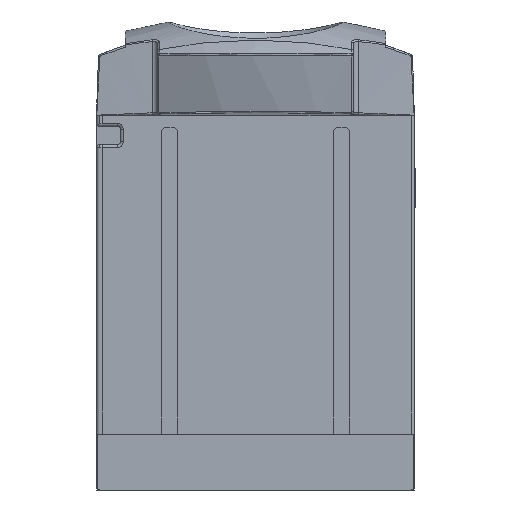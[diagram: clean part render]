
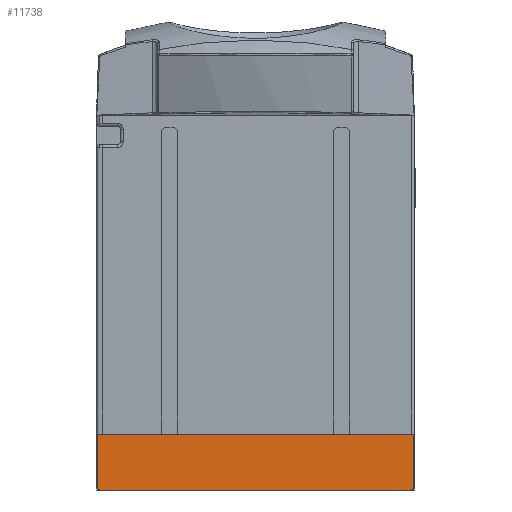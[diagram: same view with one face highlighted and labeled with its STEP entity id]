
A CAD part, front view. The second image highlights one B-rep face of the part: STEP entity #11738.
In plain terms, the highlighted planar face has unit normal (0, -1, 0).
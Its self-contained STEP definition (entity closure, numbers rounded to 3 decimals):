
#1322=CIRCLE('',#12643,0.5);
#1323=CIRCLE('',#12644,0.5);
#1869=FACE_OUTER_BOUND('',#2578,.T.);
#2578=EDGE_LOOP('',(#9236,#9237,#9238,#9239,#9240,#9241));
#3346=LINE('',#20932,#4143);
#3349=LINE('',#20954,#4146);
#3350=LINE('',#20958,#4147);
#3351=LINE('',#20960,#4148);
#4143=VECTOR('',#14593,10.);
#4146=VECTOR('',#14604,10.);
#4147=VECTOR('',#14607,10.);
#4148=VECTOR('',#14610,10.);
#5140=VERTEX_POINT('',#20928);
#5142=VERTEX_POINT('',#20931);
#5146=VERTEX_POINT('',#20952);
#5147=VERTEX_POINT('',#20953);
#5148=VERTEX_POINT('',#20955);
#5149=VERTEX_POINT('',#20957);
#6613=EDGE_CURVE('',#5142,#5140,#3346,.T.);
#6620=EDGE_CURVE('',#5146,#5147,#3349,.T.);
#6621=EDGE_CURVE('',#5147,#5148,#1322,.T.);
#6622=EDGE_CURVE('',#5148,#5149,#3350,.T.);
#6623=EDGE_CURVE('',#5149,#5142,#1323,.T.);
#6624=EDGE_CURVE('',#5140,#5146,#3351,.T.);
#9236=ORIENTED_EDGE('',*,*,#6620,.T.);
#9237=ORIENTED_EDGE('',*,*,#6621,.T.);
#9238=ORIENTED_EDGE('',*,*,#6622,.T.);
#9239=ORIENTED_EDGE('',*,*,#6623,.T.);
#9240=ORIENTED_EDGE('',*,*,#6613,.T.);
#9241=ORIENTED_EDGE('',*,*,#6624,.T.);
#11277=PLANE('',#12642);
#11738=ADVANCED_FACE('',(#1869),#11277,.T.);
#12642=AXIS2_PLACEMENT_3D('',#20951,#14602,#14603);
#12643=AXIS2_PLACEMENT_3D('',#20956,#14605,#14606);
#12644=AXIS2_PLACEMENT_3D('',#20959,#14608,#14609);
#14593=DIRECTION('',(0.,0.,1.));
#14602=DIRECTION('center_axis',(0.,-1.,0.));
#14603=DIRECTION('ref_axis',(0.,0.,-1.));
#14604=DIRECTION('',(0.,0.,-1.));
#14605=DIRECTION('center_axis',(0.,-1.,0.));
#14606=DIRECTION('ref_axis',(0.,0.,
-1.));
#14607=DIRECTION('',(1.,0.,0.));
#14608=DIRECTION('center_axis',(0.,-1.,0.));
#14609=DIRECTION('ref_axis',(1.,0.,0.));
#14610=DIRECTION('',(-1.,0.,0.));
#20928=CARTESIAN_POINT('',(28.308,0.25,-23.5));
#20931=CARTESIAN_POINT('',(28.308,0.25,-33.25));
#20932=CARTESIAN_POINT('',(28.308,0.25,-33.5));
#20951=CARTESIAN_POINT('Origin',(0.,0.25,-19.523));
#20952=CARTESIAN_POINT('',(-28.308,0.25,-23.5));
#20953=CARTESIAN_POINT('',(-28.308,0.25,-33.25));
#20954=CARTESIAN_POINT('',(-28.308,0.25,-33.5));
#20955=CARTESIAN_POINT('',(-27.875,0.25,-33.5));
#20956=CARTESIAN_POINT('Origin',(-27.875,0.25,-33.));
#20957=CARTESIAN_POINT('',(27.875,0.25,-33.5));
#20958=CARTESIAN_POINT('',(-27.875,0.25,-33.5));
#20959=CARTESIAN_POINT('Origin',(27.875,0.25,-33.));
#20960=CARTESIAN_POINT('',(27.375,0.25,-23.5));
